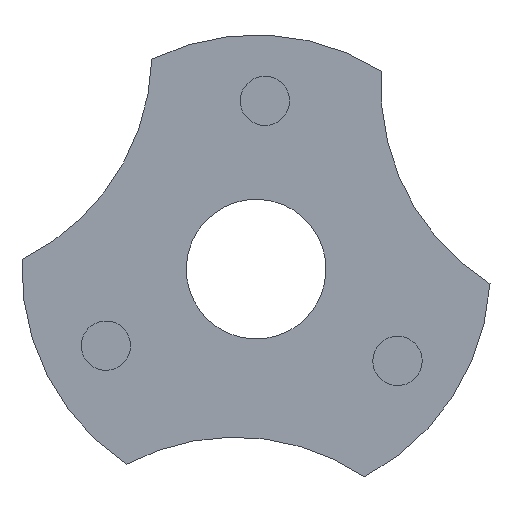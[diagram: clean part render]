
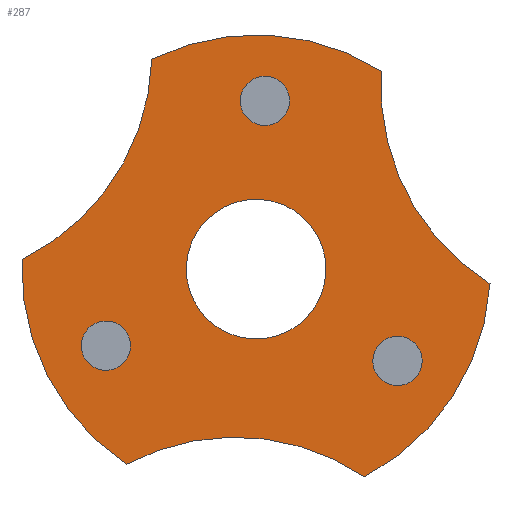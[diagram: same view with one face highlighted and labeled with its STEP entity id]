
A CAD part, left-side view. The second image highlights one B-rep face of the part: STEP entity #287.
In plain terms, the highlighted planar face has unit normal (-1, 0, 0).
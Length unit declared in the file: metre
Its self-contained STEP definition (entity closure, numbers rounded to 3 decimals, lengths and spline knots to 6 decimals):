
#90=ORIENTED_EDGE('',*,*,#135,.F.);
#91=ORIENTED_EDGE('',*,*,#136,.F.);
#92=ORIENTED_EDGE('',*,*,#137,.F.);
#93=ORIENTED_EDGE('',*,*,#122,.F.);
#94=ORIENTED_EDGE('',*,*,#131,.F.);
#95=ORIENTED_EDGE('',*,*,#120,.F.);
#96=ORIENTED_EDGE('',*,*,#124,.F.);
#97=ORIENTED_EDGE('',*,*,#126,.F.);
#98=ORIENTED_EDGE('',*,*,#128,.F.);
#99=ORIENTED_EDGE('',*,*,#130,.F.);
#120=EDGE_CURVE('',#151,#152,#177,.T.);
#122=EDGE_CURVE('',#153,#153,#178,.T.);
#124=EDGE_CURVE('',#154,#151,#179,.F.);
#126=EDGE_CURVE('',#155,#154,#180,.T.);
#128=EDGE_CURVE('',#156,#155,#181,.F.);
#130=EDGE_CURVE('',#157,#156,#182,.T.);
#131=EDGE_CURVE('',#152,#157,#183,.F.);
#135=EDGE_CURVE('',#161,#161,#187,.T.);
#136=EDGE_CURVE('',#162,#162,#188,.T.);
#137=EDGE_CURVE('',#163,#163,#189,.T.);
#151=VERTEX_POINT('',#480);
#152=VERTEX_POINT('',#482);
#153=VERTEX_POINT('',#486);
#154=VERTEX_POINT('',#489);
#155=VERTEX_POINT('',#493);
#156=VERTEX_POINT('',#497);
#157=VERTEX_POINT('',#501);
#161=VERTEX_POINT('',#519);
#162=VERTEX_POINT('',#521);
#163=VERTEX_POINT('',#523);
#177=CIRCLE('',#319,0.011311);
#178=CIRCLE('',#321,0.003373);
#179=CIRCLE('',#323,0.011135);
#180=CIRCLE('',#325,0.011311);
#181=CIRCLE('',#327,0.011135);
#182=CIRCLE('',#329,0.011311);
#183=CIRCLE('',#331,0.011135);
#187=CIRCLE('',#342,0.001191);
#188=CIRCLE('',#343,0.001191);
#189=CIRCLE('',#344,0.001191);
#215=EDGE_LOOP('',(#90));
#216=EDGE_LOOP('',(#91));
#217=EDGE_LOOP('',(#92));
#218=EDGE_LOOP('',(#93));
#219=EDGE_LOOP('',(#94,#95,#96,#97,#98,#99));
#251=FACE_BOUND('',#215,.T.);
#252=FACE_BOUND('',#216,.T.);
#253=FACE_BOUND('',#217,.T.);
#254=FACE_BOUND('',#218,.T.);
#255=FACE_BOUND('',#219,.T.);
#269=PLANE('',#341);
#287=ADVANCED_FACE('',(#251,#252,#253,#254,#255),#269,.T.);
#319=AXIS2_PLACEMENT_3D('',#481,#381,#382);
#321=AXIS2_PLACEMENT_3D('',#485,#386,#387);
#323=AXIS2_PLACEMENT_3D('',#490,#391,#392);
#325=AXIS2_PLACEMENT_3D('',#494,#396,#397);
#327=AXIS2_PLACEMENT_3D('',#498,#401,#402);
#329=AXIS2_PLACEMENT_3D('',#502,#406,#407);
#331=AXIS2_PLACEMENT_3D('',#504,#410,#411);
#341=AXIS2_PLACEMENT_3D('',#517,#430,#431);
#342=AXIS2_PLACEMENT_3D('',#518,#432,#433);
#343=AXIS2_PLACEMENT_3D('',#520,#434,#435);
#344=AXIS2_PLACEMENT_3D('',#522,#436,#437);
#381=DIRECTION('',(1.,0.,0.));
#382=DIRECTION('',(0.,0.891,-0.454));
#386=DIRECTION('',(-1.,0.,0.));
#387=DIRECTION('',(0.,-0.891,0.454));
#391=DIRECTION('',(1.,0.,0.));
#392=DIRECTION('',(0.,0.891,-0.454));
#396=DIRECTION('',(1.,0.,0.));
#397=DIRECTION('',(0.,0.891,-0.454));
#401=DIRECTION('',(1.,0.,0.));
#402=DIRECTION('',(0.,0.891,-0.454));
#406=DIRECTION('',(1.,0.,0.));
#407=DIRECTION('',(0.,0.891,-0.454));
#410=DIRECTION('',(1.,0.,0.));
#411=DIRECTION('',(0.,0.891,-0.454));
#430=DIRECTION('',(-1.,0.,0.));
#431=DIRECTION('',(0.,0.891,-0.454));
#432=DIRECTION('',(-1.,0.,0.));
#433=DIRECTION('',(0.,0.454,0.891));
#434=DIRECTION('',(-1.,0.,0.));
#435=DIRECTION('',(0.,0.454,0.891));
#436=DIRECTION('',(-1.,0.,0.));
#437=DIRECTION('',(0.,0.454,0.891));
#480=CARTESIAN_POINT('',(-0.005917,0.685449,0.021031));
#481=CARTESIAN_POINT('',(-0.005917,0.680416,0.010902));
#482=CARTESIAN_POINT('',(-0.005917,0.674352,0.02045));
#485=CARTESIAN_POINT('',(-0.005917,0.680416,0.010902));
#486=CARTESIAN_POINT('',(-0.005917,0.67741,0.012433));
#489=CARTESIAN_POINT('',(-0.005917,0.691717,0.01138));
#490=CARTESIAN_POINT('',(-0.005917,0.696578,0.021397));
#493=CARTESIAN_POINT('',(-0.005917,0.686672,0.001478));
#494=CARTESIAN_POINT('',(-0.005917,0.680416,0.010902));
#497=CARTESIAN_POINT('',(-0.005917,0.675179,0.000876));
#498=CARTESIAN_POINT('',(-0.005917,0.681425,-0.008343));
#501=CARTESIAN_POINT('',(-0.005917,0.669127,0.010196));
#502=CARTESIAN_POINT('',(-0.005917,0.680416,0.010902));
#504=CARTESIAN_POINT('',(-0.005917,0.663246,0.01965));
#517=CARTESIAN_POINT('',(-0.005917,0.681117,0.010545));
#518=CARTESIAN_POINT('',(-0.005917,0.67999,0.019026));
#519=CARTESIAN_POINT('',(-0.005917,0.680531,0.020087));
#520=CARTESIAN_POINT('',(-0.005917,0.673593,0.006471));
#521=CARTESIAN_POINT('',(-0.005917,0.674133,0.007531));
#522=CARTESIAN_POINT('',(-0.005917,0.687665,0.007208));
#523=CARTESIAN_POINT('',(-0.005917,0.688206,0.008269));
